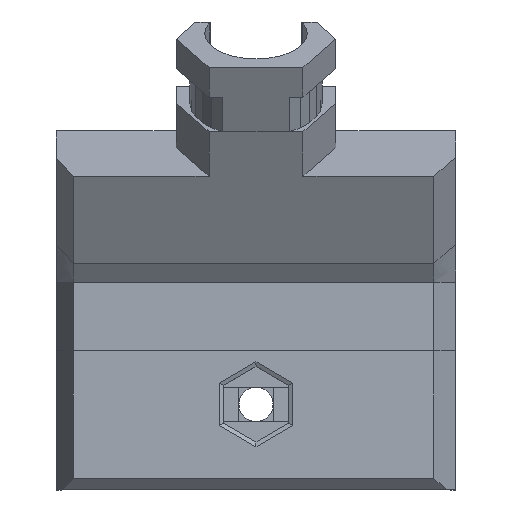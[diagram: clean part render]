
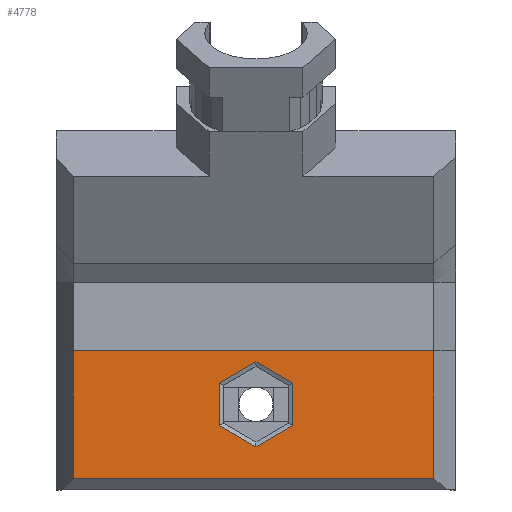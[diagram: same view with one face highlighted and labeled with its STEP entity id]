
A CAD part, top view. The second image highlights one B-rep face of the part: STEP entity #4778.
In plain terms, the highlighted planar face has unit normal (0, 0, 1).
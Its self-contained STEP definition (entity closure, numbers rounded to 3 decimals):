
#18=FACE_BOUND('',#383,.T.);
#140=FACE_OUTER_BOUND('',#382,.T.);
#382=EDGE_LOOP('',(#3759,#3760,#3761,#3762));
#383=EDGE_LOOP('',(#3763,#3764,#3765,#3766,#3767,#3768));
#887=LINE('',#7118,#1585);
#888=LINE('',#7120,#1586);
#889=LINE('',#7122,#1587);
#890=LINE('',#7123,#1588);
#891=LINE('',#7126,#1589);
#892=LINE('',#7128,#1590);
#893=LINE('',#7130,#1591);
#894=LINE('',#7132,#1592);
#895=LINE('',#7134,#1593);
#896=LINE('',#7135,#1594);
#1585=VECTOR('',#5740,10.);
#1586=VECTOR('',#5741,10.);
#1587=VECTOR('',#5742,10.);
#1588=VECTOR('',#5743,10.);
#1589=VECTOR('',#5744,10.);
#1590=VECTOR('',#5745,10.);
#1591=VECTOR('',#5746,10.);
#1592=VECTOR('',#5747,10.);
#1593=VECTOR('',#5748,10.);
#1594=VECTOR('',#5749,10.);
#2137=VERTEX_POINT('',#7116);
#2138=VERTEX_POINT('',#7117);
#2139=VERTEX_POINT('',#7119);
#2140=VERTEX_POINT('',#7121);
#2141=VERTEX_POINT('',#7124);
#2142=VERTEX_POINT('',#7125);
#2143=VERTEX_POINT('',#7127);
#2144=VERTEX_POINT('',#7129);
#2145=VERTEX_POINT('',#7131);
#2146=VERTEX_POINT('',#7133);
#2711=EDGE_CURVE('',#2137,#2138,#887,.T.);
#2712=EDGE_CURVE('',#2137,#2139,#888,.T.);
#2713=EDGE_CURVE('',#2140,#2139,#889,.T.);
#2714=EDGE_CURVE('',#2140,#2138,#890,.T.);
#2715=EDGE_CURVE('',#2141,#2142,#891,.T.);
#2716=EDGE_CURVE('',#2142,#2143,#892,.F.);
#2717=EDGE_CURVE('',#2143,#2144,#893,.F.);
#2718=EDGE_CURVE('',#2144,#2145,#894,.T.);
#2719=EDGE_CURVE('',#2145,#2146,#895,.F.);
#2720=EDGE_CURVE('',#2141,#2146,#896,.T.);
#3759=ORIENTED_EDGE('',*,*,#2711,.F.);
#3760=ORIENTED_EDGE('',*,*,#2712,.T.);
#3761=ORIENTED_EDGE('',*,*,#2713,.F.);
#3762=ORIENTED_EDGE('',*,*,#2714,.T.);
#3763=ORIENTED_EDGE('',*,*,#2715,.T.);
#3764=ORIENTED_EDGE('',*,*,#2716,.T.);
#3765=ORIENTED_EDGE('',*,*,#2717,.T.);
#3766=ORIENTED_EDGE('',*,*,#2718,.T.);
#3767=ORIENTED_EDGE('',*,*,#2719,.T.);
#3768=ORIENTED_EDGE('',*,*,#2720,.F.);
#4539=PLANE('',#5025);
#4778=ADVANCED_FACE('',(#140,#18),#4539,.T.);
#5025=AXIS2_PLACEMENT_3D('',#7115,#5738,#5739);
#5738=DIRECTION('center_axis',(0.,0.,1.));
#5739=DIRECTION('ref_axis',(1.,0.,0.));
#5740=DIRECTION('',(0.,1.,0.));
#5741=DIRECTION('',(1.,0.,0.));
#5742=DIRECTION('',(0.,-1.,0.));
#5743=DIRECTION('',(-1.,0.,0.));
#5744=DIRECTION('',(0.,1.,0.));
#5745=DIRECTION('',(-0.866,-0.5,0.));
#5746=DIRECTION('',(-0.866,0.5,0.));
#5747=DIRECTION('',(0.,-1.,0.));
#5748=DIRECTION('',(0.866,0.5,0.));
#5749=DIRECTION('',(0.866,-0.5,0.));
#7115=CARTESIAN_POINT('Origin',(-3.226,5.637,8.));
#7116=CARTESIAN_POINT('',(-16.017,0.983,8.));
#7117=CARTESIAN_POINT('',(-16.017,12.2,8.));
#7118=CARTESIAN_POINT('',(-16.017,13.319,8.));
#7119=CARTESIAN_POINT('',(15.577,0.983,8.));
#7120=CARTESIAN_POINT('',(-16.017,0.983,8.));
#7121=CARTESIAN_POINT('',(15.577,12.2,8.));
#7122=CARTESIAN_POINT('',(15.577,13.319,8.));
#7123=CARTESIAN_POINT('',(15.577,12.2,8.));
#7124=CARTESIAN_POINT('',(-3.226,5.637,8.));
#7125=CARTESIAN_POINT('',(-3.226,9.363,8.));
#7126=CARTESIAN_POINT('',(-3.226,5.637,8.));
#7127=CARTESIAN_POINT('',(0.,11.225,8.));
#7128=CARTESIAN_POINT('',(-3.94,8.95,8.));
#7129=CARTESIAN_POINT('',(3.226,9.363,8.));
#7130=CARTESIAN_POINT('',(0.092,11.172,8.));
#7131=CARTESIAN_POINT('',(3.226,5.637,8.));
#7132=CARTESIAN_POINT('',(3.226,9.363,8.));
#7133=CARTESIAN_POINT('',(0.,3.775,8.));
#7134=CARTESIAN_POINT('',(-0.806,3.309,8.));
#7135=CARTESIAN_POINT('',(-3.134,5.584,8.));
